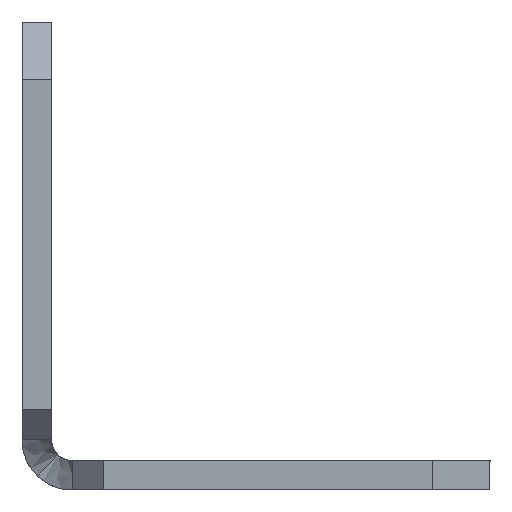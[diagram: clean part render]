
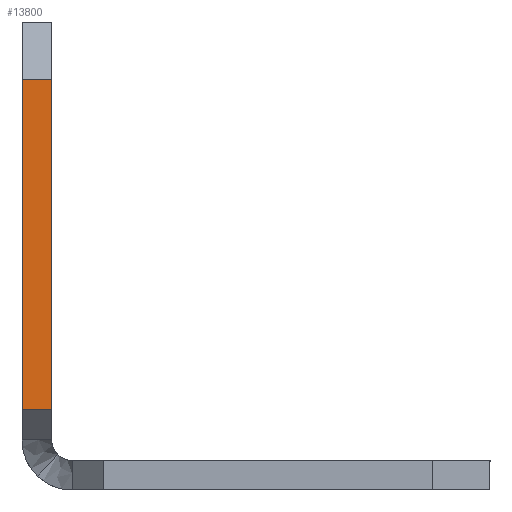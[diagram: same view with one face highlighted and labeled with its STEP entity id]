
A CAD part, left-side view. The second image highlights one B-rep face of the part: STEP entity #13800.
In plain terms, the highlighted planar face has unit normal (-1, 0, 0).
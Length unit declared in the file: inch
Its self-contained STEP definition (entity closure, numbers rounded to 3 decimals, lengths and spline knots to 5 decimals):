
#1546=PLANE('',#14424);
#2116=FACE_OUTER_BOUND('',#2774,.T.);
#2774=EDGE_LOOP('',(#10914,#10915,#10916,#10917));
#3323=LINE('',#18049,#4985);
#4029=LINE('',#19686,#5691);
#4128=LINE('',#20023,#5790);
#4129=LINE('',#20024,#5791);
#4985=VECTOR('',#14983,0.51398);
#5691=VECTOR('',#15829,0.046);
#5790=VECTOR('',#16008,0.046);
#5791=VECTOR('',#16009,0.51398);
#6851=VERTEX_POINT('',#18046);
#6852=VERTEX_POINT('',#18048);
#7492=VERTEX_POINT('',#19680);
#7563=VERTEX_POINT('',#20022);
#8060=EDGE_CURVE('',#6852,#6851,#3323,.T.);
#8781=EDGE_CURVE('',#7492,#6852,#4029,.T.);
#8892=EDGE_CURVE('',#7563,#6851,#4128,.T.);
#8893=EDGE_CURVE('',#7492,#7563,#4129,.T.);
#10914=ORIENTED_EDGE('',*,*,#8892,.F.);
#10915=ORIENTED_EDGE('',*,*,#8893,.F.);
#10916=ORIENTED_EDGE('',*,*,#8781,.T.);
#10917=ORIENTED_EDGE('',*,*,#8060,.T.);
#13800=ADVANCED_FACE('',(#2116),#1546,.F.);
#14424=AXIS2_PLACEMENT_3D('',#20021,#16006,#16007);
#14983=DIRECTION('',(0.,0.,1.));
#15829=DIRECTION('',(0.,-1.,0.));
#16006=DIRECTION('center_axis',(1.,0.,0.));
#16007=DIRECTION('ref_axis',(0.,0.,-1.));
#16008=DIRECTION('',(0.,-1.,0.));
#16009=DIRECTION('',(0.,0.,1.));
#18046=CARTESIAN_POINT('',(-10.30249,0.,-2.20678));
#18048=CARTESIAN_POINT('',(-10.30249,0.,-2.72076));
#18049=CARTESIAN_POINT('',(-10.30249,0.,-2.72076));
#19680=CARTESIAN_POINT('',(-10.30249,0.046,-2.72076));
#19686=CARTESIAN_POINT('',(-10.30249,0.046,-2.72076));
#20021=CARTESIAN_POINT('Origin',(-10.30249,0.046,-2.76768));
#20022=CARTESIAN_POINT('',(-10.30249,0.046,-2.20678));
#20023=CARTESIAN_POINT('',(-10.30249,0.046,-2.20678));
#20024=CARTESIAN_POINT('',(-10.30249,0.046,-2.72076));
